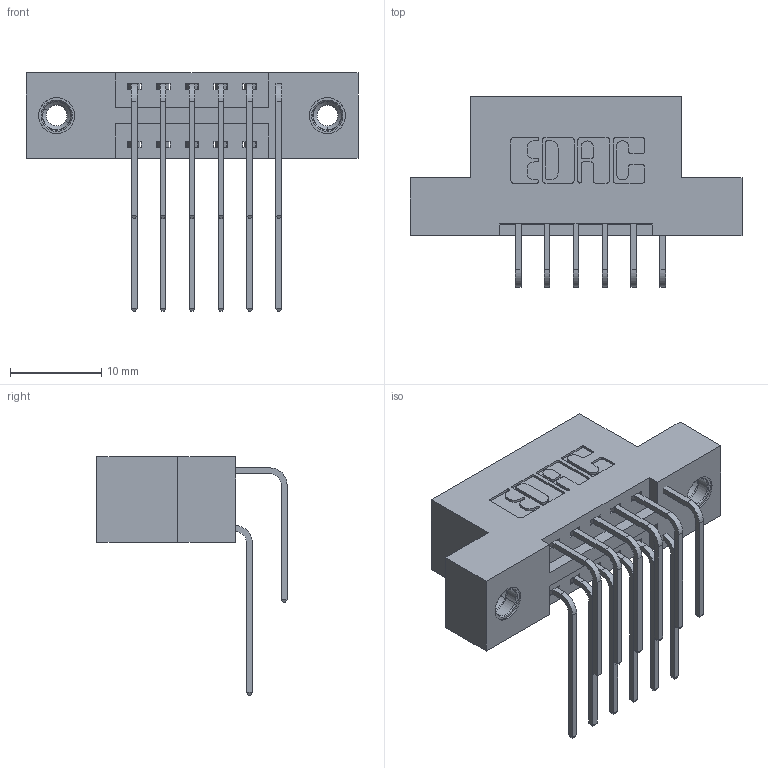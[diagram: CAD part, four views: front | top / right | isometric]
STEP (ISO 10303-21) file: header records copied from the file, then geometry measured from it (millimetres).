
FILE_DESCRIPTION (( 'STEP AP203' ), '1' );
FILE_NAME ('346-012-559-208.STEP', '2022-05-17T20:59:58', ( '' ), ( '' ), 'SwSTEP 2.0', 'SolidWorks 2020', '' );
FILE_SCHEMA (( 'CONFIG_CONTROL_DESIGN' ));
Length unit declared in the file: inch
Products named in the file (5): 345-292-001_558 559 Tail - 1; 346-012-559-208; 346 Part_Flush Mounting Lugs - 0.156 Dia-TI; 345-292-001_559 Tail - 2; 345-250-001_345-250-003-102
Assembly tree (15 placements, depth 2):
  346-012-559-208
    346 Part_Flush Mounting Lugs - 0.156 Dia-TI
    345-292-001_558 559 Tail - 1  x6
    345-292-001_559 Tail - 2  x6
    345-250-001_345-250-003-102  x2
Bounding box: 36.45 x 20.89 x 26.16 mm (x, y, z)
Volume: 3347.6 mm3; surface area: 4475.8 mm2
Topology: 15 solids, 15 shells, 818 faces, 2355 edges, 1546 vertices
Faces by surface type: plane 542, cylinder 260, cone 12, torus 4
Entity records: 11278 total; most frequent: CARTESIAN_POINT 1936, ORIENTED_EDGE 1810, DIRECTION 1759, EDGE_CURVE 905, LINE 693, VECTOR 693, VERTEX_POINT 596, AXIS2_PLACEMENT_3D 533
